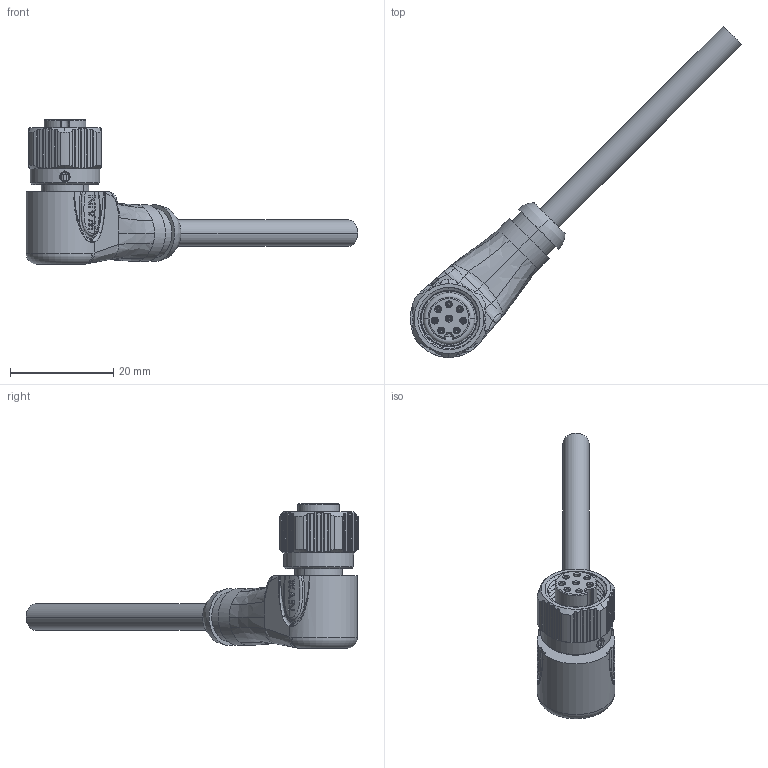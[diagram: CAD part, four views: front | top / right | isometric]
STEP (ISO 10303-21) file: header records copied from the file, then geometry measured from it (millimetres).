
FILE_DESCRIPTION((''),'2;1');
FILE_NAME('M12-F08A-S-XX-SH_SW0001','2023-07-21T',('p.yu'),(''),'PRO/ENGINEER BY PARAMETRIC TECHNOLOGY CORPORATION, 2012480','PRO/ENGINEER BY PARAMETRIC TECHNOLOGY CORPORATION, 2012480','');
FILE_SCHEMA(('CONFIG_CONTROL_DESIGN'));
Length unit declared in the file: millimetre
Products named in the file (1): M12-F08A-S-XX-SH_SW0001
Bounding box: 64.11 x 64.22 x 27.9 mm (x, y, z)
Volume: 7171.7 mm3; surface area: 5020.9 mm2
Topology: 1 solids, 1 shells, 782 faces, 2100 edges, 1300 vertices
Faces by surface type: plane 321, cylinder 239, cone 124, bspline 73, torus 21, extrusion 4
Entity records: 34061 total; most frequent: CARTESIAN_POINT 15429, ORIENTED_EDGE 4162, DIRECTION 3617, EDGE_CURVE 2081, AXIS2_PLACEMENT_3D 1424, VERTEX_POINT 1300, EDGE_LOOP 817, FACE_OUTER_BOUND 782
